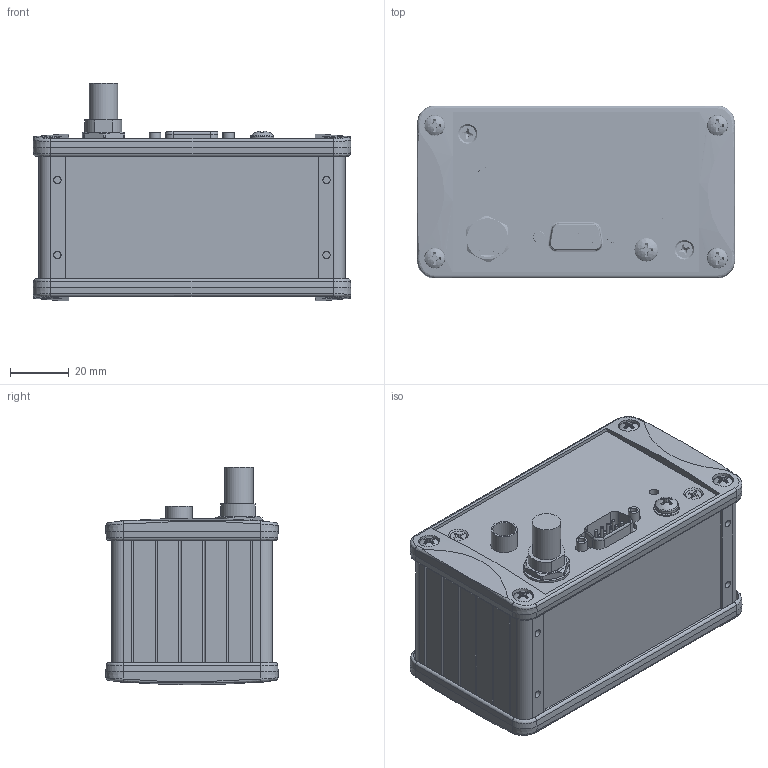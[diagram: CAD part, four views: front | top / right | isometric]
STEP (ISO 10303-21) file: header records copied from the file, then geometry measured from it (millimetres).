
FILE_DESCRIPTION (( 'STEP AP214' ), '1' );
FILE_NAME ('CPL350.STEP', '2019-09-20T18:02:44', ( '' ), ( '' ), 'SwSTEP 2.0', 'SolidWorks 2018', '' );
FILE_SCHEMA (( 'AUTOMOTIVE_DESIGN' ));
Length unit declared in the file: inch
Products named in the file (20): M3x0.5 x 6mm Flat HD Black 91698A302_91698A302; CPL150 Motherboard - 1 CH Nikon; #6-32 x 0.375 Pan HD Black 91249A146_91249A146; B016-7962.001 End Panel Mod CPL350 1 CH; Hex Standoff F-F 30mm; Washer BNC; BNC RA Connector; B016-7981.001 Enclosure Mod CPL350 1 CH; M4 Pem Nut 97648A420_97648A420; CPL150 Interface PCB - 1 CH Nikon; M4x0.7 x 6mm Pan HD 92000A216_92000A216; Hammond 1457N End B; CPL350; #8 Lock Washer 91757A105_91757A105; Lemo Connector; M3x0.5 x 6mm Pan HD SST 92000A116_92000A116; Hex Nut BNC; M3 x 3mm Set Screw 91390A097_91390A097; DB9 TE 5747840-3; Hex Standoff M-F 12mm
Assembly tree (34 placements, depth 2):
  CPL350
    CPL150 Motherboard - 1 CH Nikon
    CPL150 Interface PCB - 1 CH Nikon  x2
    Lemo Connector
    B016-7981.001 Enclosure Mod CPL350 1 CH
    Hammond 1457N End B
    Hex Standoff F-F 30mm  x2
    DB9 TE 5747840-3
    B016-7962.001 End Panel Mod CPL350 1 CH
    BNC RA Connector
    Hex Standoff M-F 12mm  x2
    M3x0.5 x 6mm Flat HD Black 91698A302_91698A302  x2
    M3x0.5 x 6mm Pan HD SST 92000A116_92000A116  x2
    Hex Nut BNC
    Washer BNC
    #6-32 x 0.375 Pan HD Black 91249A146_91249A146  x8
    M4 Pem Nut 97648A420_97648A420
    M4x0.7 x 6mm Pan HD 92000A216_92000A216
    #8 Lock Washer 91757A105_91757A105
    M3 x 3mm Set Screw 91390A097_91390A097  x4
Bounding box: 108 x 58.61 x 73.85 mm (x, y, z)
Volume: 92896.9 mm3; surface area: 105271.5 mm2
Topology: 33 solids, 41 shells, 2305 faces, 6373 edges, 4208 vertices
Faces by surface type: plane 1143, cylinder 817, cone 197, bspline 115, torus 22, sphere 11
Full cylindrical faces by diameter (mm): 0.635 x9, 1.016 x9, 2.286 x2, 2.5 x4, 2.845 x2, 2.921 x4, 2.997 x2, 3 x2, 3.099 x2, 3.175 x1, 3.264 x2, 3.4 x2, 3.505 x2, 3.6 x8, 3.835 x2, 3.912 x2, 3.988 x2, 5 x8, 5.334 x2, 5.41 x1, 5.677 x2, 6 x2, 6.858 x8, 7.874 x1, 8 x1, 8.636 x1, 8.89 x1, 9.144 x1, 9.652 x1, 11.176 x1
Entity records: 72597 total; most frequent: CARTESIAN_POINT 26281, ORIENTED_EDGE 8422, DIRECTION 7589, EDGE_CURVE 4322, VERTEX_POINT 2933, LINE 2593, VECTOR 2593, AXIS2_PLACEMENT_3D 2498
